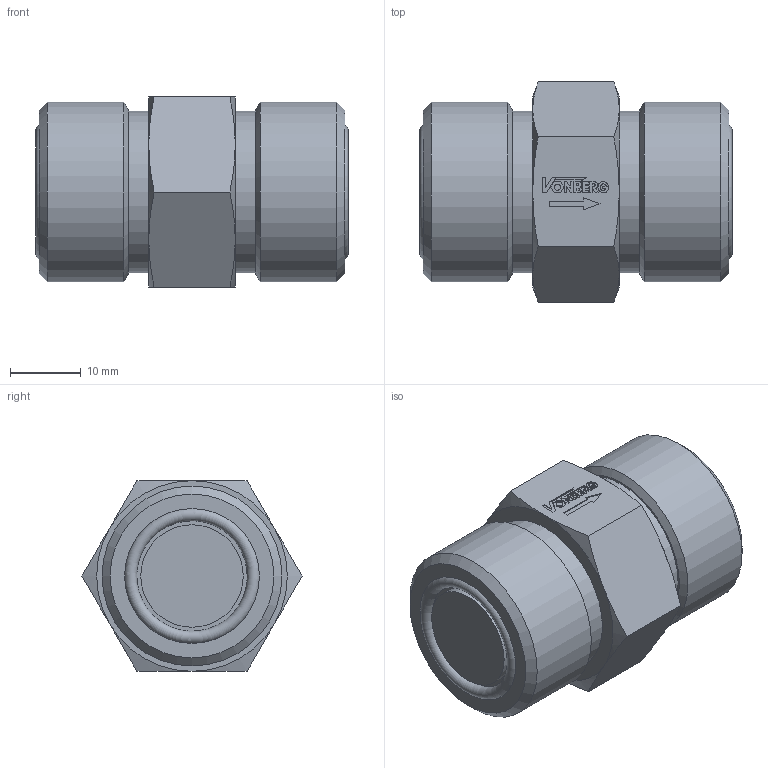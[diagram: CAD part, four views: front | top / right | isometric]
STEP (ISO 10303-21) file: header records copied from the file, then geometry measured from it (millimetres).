
FILE_DESCRIPTION((''),'2;1');
FILE_NAME('1910FS.stp','2015-01-02T10:31:38',('jml'),(''),'Autodesk Inventor 2010','Autodesk Inventor 2010','');
FILE_SCHEMA(('AUTOMOTIVE_DESIGN { 1 0 10303 214 1 1 1 1 }'));
Length unit declared in the file: inch
Products named in the file (4): 1910FS; 221024; 221034; 016 O-RING
Assembly tree (4 placements, depth 2):
  1910FS
    221024
    221034
    016 O-RING  x2
Bounding box: 44.09 x 31.09 x 26.92 mm (x, y, z)
Volume: 22179.2 mm3; surface area: 7082.1 mm2
Topology: 4 solids, 4 shells, 149 faces, 349 edges, 227 vertices
Faces by surface type: plane 103, cylinder 27, cone 17, torus 2
Full cylindrical faces by diameter (mm): 0.87 x1, 10.16 x1, 11.938 x1, 13.97 x1, 14.478 x1, 16.662 x1, 16.701 x1, 19.05 x2, 22.758 x2, 25.4 x2
Entity records: 4223 total; most frequent: CARTESIAN_POINT 755, DIRECTION 688, ORIENTED_EDGE 654, EDGE_CURVE 327, VECTOR 230, LINE 230, AXIS2_PLACEMENT_3D 229, VERTEX_POINT 224
